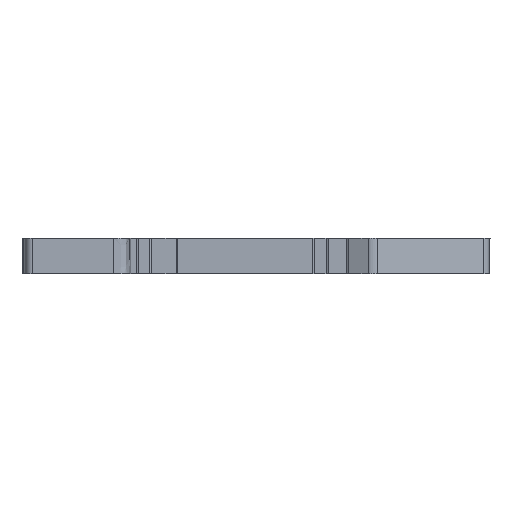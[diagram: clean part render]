
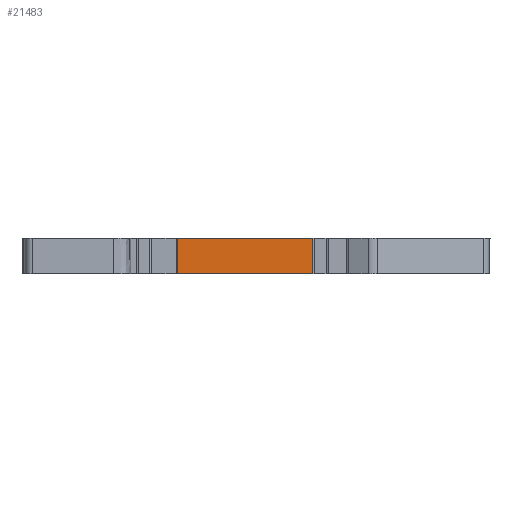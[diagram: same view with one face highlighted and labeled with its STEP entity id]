
A CAD part, front view. The second image highlights one B-rep face of the part: STEP entity #21483.
In plain terms, the highlighted planar face has unit normal (0, -1, 0).
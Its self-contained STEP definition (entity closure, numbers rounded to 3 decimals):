
#3828=DIRECTION('',(-1.,0.,0.));
#3829=VECTOR('',#3828,19.6);
#3830=CARTESIAN_POINT('',(12.1,0.,2.6));
#3831=LINE('',#3830,#3829);
#4977=DIRECTION('',(1.,0.,0.));
#4978=VECTOR('',#4977,19.6);
#4979=CARTESIAN_POINT('',(-7.5,0.,-2.6));
#4980=LINE('',#4979,#4978);
#5735=DIRECTION('',(0.,0.,1.));
#5736=VECTOR('',#5735,5.2);
#5737=CARTESIAN_POINT('',(-7.5,0.,-2.6));
#5738=LINE('',#5737,#5736);
#5739=DIRECTION('',(0.,0.,1.));
#5740=VECTOR('',#5739,5.2);
#5741=CARTESIAN_POINT('',(12.1,0.,-2.6));
#5742=LINE('',#5741,#5740);
#12739=CARTESIAN_POINT('',(-7.5,0.,-2.6));
#12741=VERTEX_POINT('',#12739);
#12742=CARTESIAN_POINT('',(12.1,0.,-2.6));
#12743=VERTEX_POINT('',#12742);
#16135=CARTESIAN_POINT('',(12.1,0.,2.6));
#16136=VERTEX_POINT('',#16135);
#16137=CARTESIAN_POINT('',(-7.5,0.,2.6));
#16138=VERTEX_POINT('',#16137);
#21471=CARTESIAN_POINT('',(2.3,0.,0.));
#21472=DIRECTION('',(0.,1.,0.));
#21473=DIRECTION('',(1.,0.,0.));
#21474=AXIS2_PLACEMENT_3D('',#21471,#21472,#21473);
#21475=PLANE('',#21474);
#21476=ORIENTED_EDGE('',*,*,#21044,.F.);
#21477=ORIENTED_EDGE('',*,*,#21466,.T.);
#21478=ORIENTED_EDGE('',*,*,#20452,.F.);
#21480=ORIENTED_EDGE('',*,*,#21479,.F.);
#21481=EDGE_LOOP('',(#21476,#21477,#21478,#21480));
#21482=FACE_OUTER_BOUND('',#21481,.F.);
#20452=EDGE_CURVE('',#16136,#16138,#3831,.T.);
#21044=EDGE_CURVE('',#12741,#12743,#4980,.T.);
#21466=EDGE_CURVE('',#12741,#16138,#5738,.T.);
#21479=EDGE_CURVE('',#12743,#16136,#5742,.T.);
#21483=ADVANCED_FACE('',(#21482),#21475,.F.);
